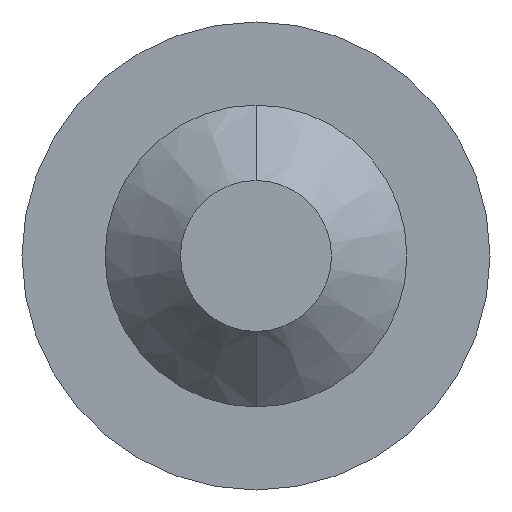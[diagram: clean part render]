
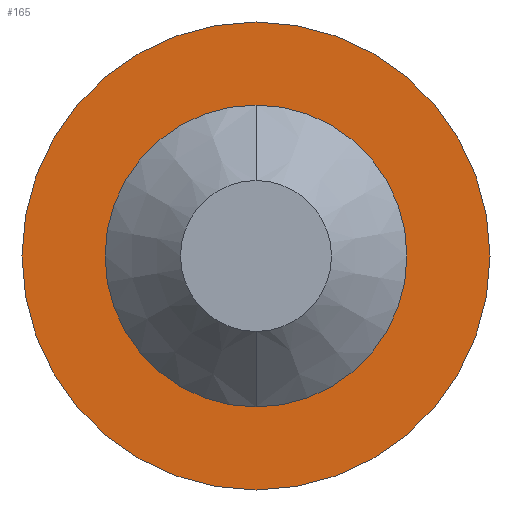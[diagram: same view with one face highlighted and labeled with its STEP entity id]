
A CAD part, front view. The second image highlights one B-rep face of the part: STEP entity #165.
In plain terms, the highlighted planar face has unit normal (0, -1, 0).
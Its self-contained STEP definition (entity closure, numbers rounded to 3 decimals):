
#6 = VERTEX_POINT ( 'NONE', #235 ) ;
#8 = VERTEX_POINT ( 'NONE', #279 ) ;
#11 = ORIENTED_EDGE ( 'NONE', *, *, #48, .T. ) ;
#14 = AXIS2_PLACEMENT_3D ( 'NONE', #107, #390, #324 ) ;
#18 = DIRECTION ( 'NONE',  ( 0., 1., 0. ) ) ;
#21 = CARTESIAN_POINT ( 'NONE',  ( 0., 0., -1. ) ) ;
#22 = AXIS2_PLACEMENT_3D ( 'NONE', #265, #18, #274 ) ;
#23 = AXIS2_PLACEMENT_3D ( 'NONE', #66, #245, #398 ) ;
#29 = DIRECTION ( 'NONE',  ( 0., 0., 1. ) ) ;
#44 = EDGE_CURVE ( 'Defeature ausgef�hrt1_5+Defeature ausgef�hrt1_0+Defeature ausgef�hrt1_0+Defeature ausgef�hrt1_0', #8, #304, #186, .T. ) ;
#47 = PLANE ( 'NONE',  #14 ) ;
#48 = EDGE_CURVE ( 'Defeature ausgef�hrt1_5+Defeature ausgef�hrt1_3+Defeature ausgef�hrt1_3+Defeature ausgef�hrt1_3', #214, #6, #168, .T. ) ;
#52 = CARTESIAN_POINT ( 'NONE',  ( 0., 0., 0. ) ) ;
#56 = EDGE_CURVE ( 'Defeature ausgef�hrt1_5+Defeature ausgef�hrt1_0+Defeature ausgef�hrt1_0+Defeature ausgef�hrt1_0', #304, #8, #254, .T. ) ;
#57 = DIRECTION ( 'NONE',  ( 0., 0., -1. ) ) ;
#58 = CARTESIAN_POINT ( 'NONE',  ( 0., 0., 0. ) ) ;
#66 = CARTESIAN_POINT ( 'NONE',  ( 0., 0., 0. ) ) ;
#75 = CIRCLE ( 'NONE', #392, 1.55 ) ;
#85 = EDGE_LOOP ( 'NONE', ( #11, #160 ) ) ;
#107 = CARTESIAN_POINT ( 'NONE',  ( 0., 0., 0. ) ) ;
#121 = AXIS2_PLACEMENT_3D ( 'NONE', #58, #406, #29 ) ;
#153 = EDGE_LOOP ( 'NONE', ( #280, #167 ) ) ;
#160 = ORIENTED_EDGE ( 'NONE', *, *, #278, .T. ) ;
#165 = ADVANCED_FACE ( 'Defeature ausgef�hrt1_5', ( #383, #322 ), #47, .T. ) ;
#167 = ORIENTED_EDGE ( 'NONE', *, *, #56, .T. ) ;
#168 = CIRCLE ( 'NONE', #23, 1.55 ) ;
#186 = CIRCLE ( 'NONE', #121, 1. ) ;
#214 = VERTEX_POINT ( 'NONE', #295 ) ;
#235 = CARTESIAN_POINT ( 'NONE',  ( 0., 0., 1.55 ) ) ;
#245 = DIRECTION ( 'NONE',  ( 0., -1., 0. ) ) ;
#254 = CIRCLE ( 'NONE', #22, 1. ) ;
#265 = CARTESIAN_POINT ( 'NONE',  ( 0., 0., 0. ) ) ;
#272 = DIRECTION ( 'NONE',  ( 0., -1., 0. ) ) ;
#274 = DIRECTION ( 'NONE',  ( 0., 0., 1. ) ) ;
#278 = EDGE_CURVE ( 'Defeature ausgef�hrt1_5+Defeature ausgef�hrt1_3+Defeature ausgef�hrt1_3+Defeature ausgef�hrt1_3', #6, #214, #75, .T. ) ;
#279 = CARTESIAN_POINT ( 'NONE',  ( 0., 0., 1. ) ) ;
#280 = ORIENTED_EDGE ( 'NONE', *, *, #44, .T. ) ;
#295 = CARTESIAN_POINT ( 'NONE',  ( 0., 0., -1.55 ) ) ;
#304 = VERTEX_POINT ( 'NONE', #21 ) ;
#322 = FACE_OUTER_BOUND ( 'NONE', #85, .T. ) ;
#324 = DIRECTION ( 'NONE',  ( 0., 0., -1. ) ) ;
#383 = FACE_BOUND ( 'NONE', #153, .T. ) ;
#390 = DIRECTION ( 'NONE',  ( 0., -1., 0. ) ) ;
#392 = AXIS2_PLACEMENT_3D ( 'NONE', #52, #272, #57 ) ;
#398 = DIRECTION ( 'NONE',  ( 0., 0., -1. ) ) ;
#406 = DIRECTION ( 'NONE',  ( 0., 1., 0. ) ) ;
